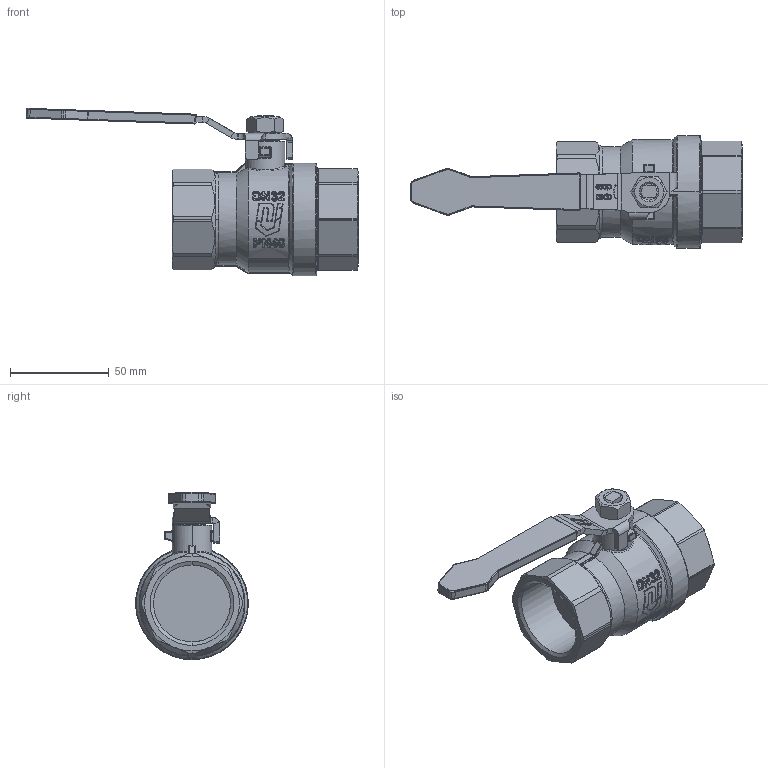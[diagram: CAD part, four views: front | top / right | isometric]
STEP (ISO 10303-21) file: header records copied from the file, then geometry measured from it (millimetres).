
FILE_DESCRIPTION(('HOOPS Exchange Step'),'2;1');
FILE_NAME('GK0200_DN32.stp','2025-02-21T09:14:42+01:00',('nieru'),('Unknown organisation'),'HOOPS Exchange 2024.2','HOOPS Exchange','Unknown authorisation');
FILE_SCHEMA( ('AP203_CONFIGURATION_CONTROLLED_3D_DESIGN_OF_MECHANICAL_PARTS_AND_ASSEMBLIES_MIM_LF') );
Length unit declared in the file: millimetre
Products named in the file (2): 0; root
Assembly tree (1 placements, depth 2):
  root
    0
Bounding box: 168.02 x 57 x 84.72 mm (x, y, z)
Volume: 154516.1 mm3; surface area: 36525.8 mm2
Topology: 3 solids, 4 shells, 1556 faces, 3752 edges, 2236 vertices
Faces by surface type: bspline 804, cylinder 382, plane 218, torus 94, cone 40, sphere 18
Full cylindrical faces by diameter (mm): 8.376 x1, 9.492 x1, 9.493 x1, 38.952 x2
Entity records: 106225 total; most frequent: CARTESIAN_POINT 75302, ORIENTED_EDGE 7480, DIRECTION 4415, EDGE_CURVE 3740, VERTEX_POINT 2236, B_SPLINE_CURVE_WITH_KNOTS 1861, AXIS2_PLACEMENT_3D 1841, EDGE_LOOP 1604
